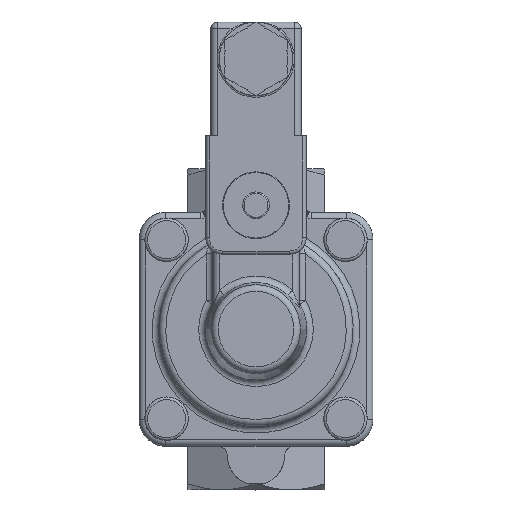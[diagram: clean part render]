
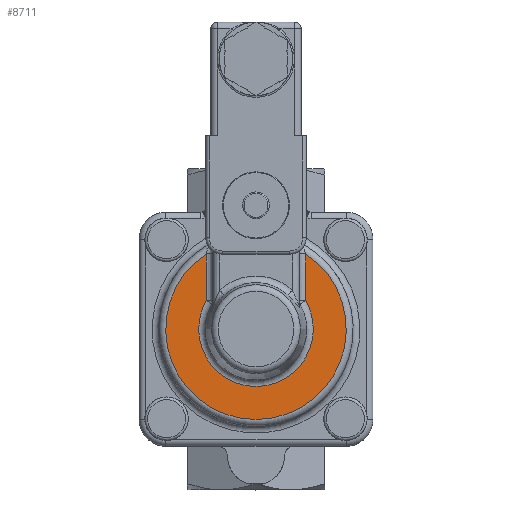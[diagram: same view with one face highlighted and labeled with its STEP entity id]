
A CAD part, top view. The second image highlights one B-rep face of the part: STEP entity #8711.
In plain terms, the highlighted planar face has unit normal (0, 0, 1).
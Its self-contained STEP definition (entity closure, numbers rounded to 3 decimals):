
#826=LINE('',#18531,#1248);
#830=LINE('',#18669,#1252);
#1248=VECTOR('',#11594,14.047);
#1252=VECTOR('',#11630,14.047);
#2046=FACE_OUTER_BOUND('',#2614,.T.);
#2614=EDGE_LOOP('',(#7237,#7238,#7239,#7240));
#3090=CIRCLE('',#9552,17.147);
#3110=CIRCLE('',#9593,27.017);
#3820=VERTEX_POINT('',#18496);
#3821=VERTEX_POINT('',#18500);
#3826=VERTEX_POINT('',#18530);
#3832=VERTEX_POINT('',#18667);
#4958=EDGE_CURVE('',#3820,#3826,#826,.T.);
#4961=EDGE_CURVE('',#3821,#3820,#3090,.T.);
#4973=EDGE_CURVE('',#3832,#3821,#830,.T.);
#4991=EDGE_CURVE('',#3826,#3832,#3110,.T.);
#7237=ORIENTED_EDGE('',*,*,#4973,.F.);
#7238=ORIENTED_EDGE('',*,*,#4991,.F.);
#7239=ORIENTED_EDGE('',*,*,#4958,.F.);
#7240=ORIENTED_EDGE('',*,*,#4961,.F.);
#7731=PLANE('',#9595);
#8711=ADVANCED_FACE('',(#2046),#7731,.T.);
#9552=AXIS2_PLACEMENT_3D('',#18535,#11601,#11602);
#9593=AXIS2_PLACEMENT_3D('',#18819,#11687,#11688);
#9595=AXIS2_PLACEMENT_3D('',#18821,#11691,#11692);
#11594=DIRECTION('',(0.,1.,0.));
#11601=DIRECTION('center_axis',(0.,0.,
1.));
#11602=DIRECTION('ref_axis',(0.,-1.,0.));
#11630=DIRECTION('',(0.,-1.,0.));
#11687=DIRECTION('center_axis',(0.,0.,
-1.));
#11688=DIRECTION('ref_axis',(0.,-1.,0.));
#11691=DIRECTION('center_axis',(0.,0.,
1.));
#11692=DIRECTION('ref_axis',(0.,-1.,0.));
#18496=CARTESIAN_POINT('',(14.895,21.058,13.844));
#18500=CARTESIAN_POINT('',(-14.895,21.058,13.844));
#18530=CARTESIAN_POINT('',(14.895,35.105,13.844));
#18531=CARTESIAN_POINT('',(14.895,29.564,13.844));
#18535=CARTESIAN_POINT('Origin',(0.,12.564,
13.844));
#18667=CARTESIAN_POINT('',(-14.895,35.105,13.844));
#18669=CARTESIAN_POINT('',(-14.895,12.564,13.844));
#18819=CARTESIAN_POINT('Origin',(0.,12.564,
13.844));
#18821=CARTESIAN_POINT('Origin',(-22.234,12.564,13.844));
